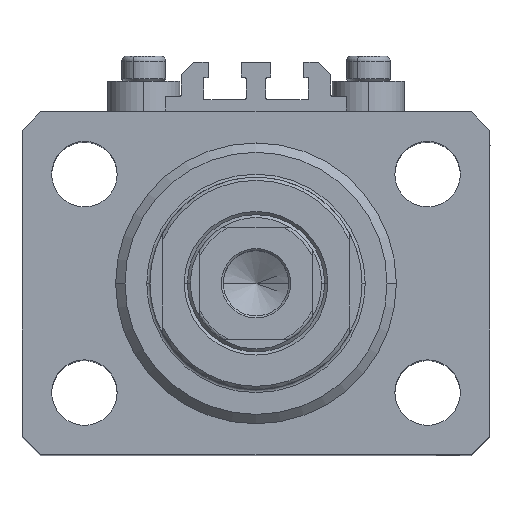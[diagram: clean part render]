
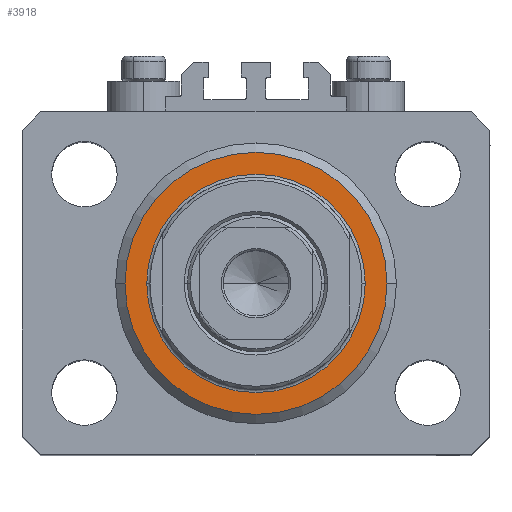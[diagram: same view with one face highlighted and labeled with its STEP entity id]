
A CAD part, top view. The second image highlights one B-rep face of the part: STEP entity #3918.
In plain terms, the highlighted face is planar.
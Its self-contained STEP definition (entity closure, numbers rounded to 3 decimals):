
#732 = AXIS2_PLACEMENT_3D ( 'NONE', #32740, #19761, #34398 ) ;
#741 = AXIS2_PLACEMENT_3D ( 'NONE', #1875, #16538, #41962 ) ;
#1875 = CARTESIAN_POINT ( 'NONE',  ( 0., 0., 0. ) ) ;
#2020 = CIRCLE ( 'NONE', #12023, 17.5 ) ;
#2156 = EDGE_CURVE ( 'NONE', #11202, #41972, #3819, .T. ) ;
#3037 = CIRCLE ( 'NONE', #732, 21. ) ;
#3819 = CIRCLE ( 'NONE', #741, 17.5 ) ;
#3918 = ADVANCED_FACE ( 'NONE', ( #12423, #41914 ), #30875, .F. ) ;
#4428 = CARTESIAN_POINT ( 'NONE',  ( -17.5, 0., 0. ) ) ;
#8295 = CARTESIAN_POINT ( 'NONE',  ( 17.5, 0., 0. ) ) ;
#9053 = DIRECTION ( 'NONE',  ( 1., 0., 0. ) ) ;
#9803 = DIRECTION ( 'NONE',  ( 1., 0., 0. ) ) ;
#11202 = VERTEX_POINT ( 'NONE', #8295 ) ;
#12023 = AXIS2_PLACEMENT_3D ( 'NONE', #47143, #21459, #32014 ) ;
#12423 = FACE_BOUND ( 'NONE', #22342, .T. ) ;
#14069 = ORIENTED_EDGE ( 'NONE', *, *, #25022, .T. ) ;
#16538 = DIRECTION ( 'NONE',  ( 0., 0., 1. ) ) ;
#17032 = ORIENTED_EDGE ( 'NONE', *, *, #2156, .T. ) ;
#19343 = EDGE_CURVE ( 'NONE', #39629, #43034, #3037, .T. ) ;
#19761 = DIRECTION ( 'NONE',  ( 0., 0., -1. ) ) ;
#21459 = DIRECTION ( 'NONE',  ( 0., 0., 1. ) ) ;
#21986 = AXIS2_PLACEMENT_3D ( 'NONE', #35718, #28025, #9803 ) ;
#22342 = EDGE_LOOP ( 'NONE', ( #17032, #14069 ) ) ;
#23520 = CIRCLE ( 'NONE', #21986, 21. ) ;
#25022 = EDGE_CURVE ( 'NONE', #41972, #11202, #2020, .T. ) ;
#27268 = DIRECTION ( 'NONE',  ( 0., 0., 1. ) ) ;
#27657 = CARTESIAN_POINT ( 'NONE',  ( -21., 0., 0. ) ) ;
#28025 = DIRECTION ( 'NONE',  ( 0., 0., -1. ) ) ;
#30602 = EDGE_CURVE ( 'NONE', #43034, #39629, #23520, .T. ) ;
#30875 = PLANE ( 'NONE',  #38236 ) ;
#32014 = DIRECTION ( 'NONE',  ( 1., 0., 0. ) ) ;
#32740 = CARTESIAN_POINT ( 'NONE',  ( 0., 0., 0. ) ) ;
#34398 = DIRECTION ( 'NONE',  ( 1., 0., 0. ) ) ;
#35718 = CARTESIAN_POINT ( 'NONE',  ( 0., 0., 0. ) ) ;
#37489 = ORIENTED_EDGE ( 'NONE', *, *, #19343, .T. ) ;
#38236 = AXIS2_PLACEMENT_3D ( 'NONE', #45526, #27268, #9053 ) ;
#39407 = EDGE_LOOP ( 'NONE', ( #47342, #37489 ) ) ;
#39629 = VERTEX_POINT ( 'NONE', #27657 ) ;
#41914 = FACE_OUTER_BOUND ( 'NONE', #39407, .T. ) ;
#41962 = DIRECTION ( 'NONE',  ( 1., 0., 0. ) ) ;
#41972 = VERTEX_POINT ( 'NONE', #4428 ) ;
#43034 = VERTEX_POINT ( 'NONE', #46645 ) ;
#45526 = CARTESIAN_POINT ( 'NONE',  ( 0., 0., 0. ) ) ;
#46645 = CARTESIAN_POINT ( 'NONE',  ( 21., 0., 0. ) ) ;
#47143 = CARTESIAN_POINT ( 'NONE',  ( 0., 0., 0. ) ) ;
#47342 = ORIENTED_EDGE ( 'NONE', *, *, #30602, .T. ) ;
